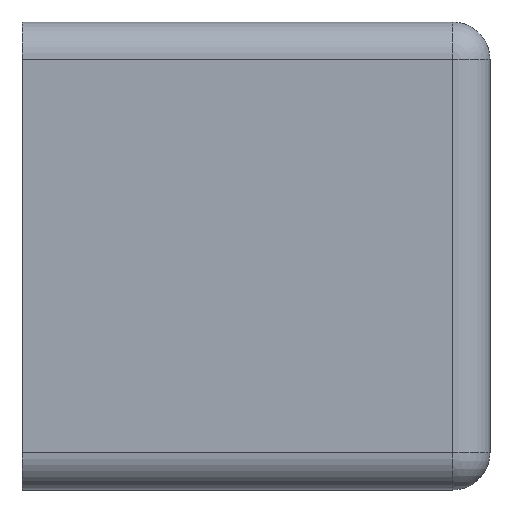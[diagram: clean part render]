
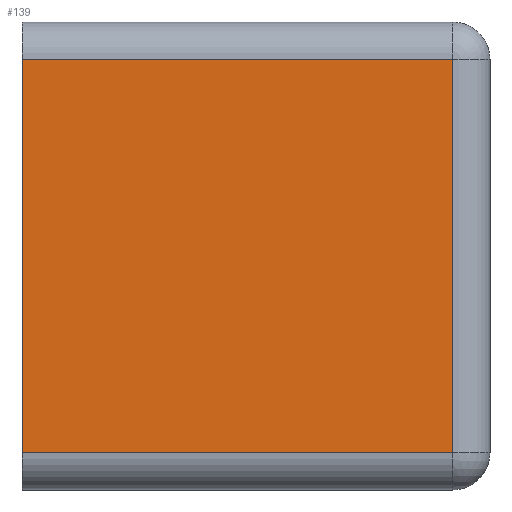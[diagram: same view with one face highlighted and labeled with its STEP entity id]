
A CAD part, left-side view. The second image highlights one B-rep face of the part: STEP entity #139.
In plain terms, the highlighted planar face has unit normal (-1, 0, 0).
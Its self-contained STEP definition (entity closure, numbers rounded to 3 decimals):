
#13 = ORIENTED_EDGE ( 'NONE', *, *, #69, .T. ) ;
#17 = EDGE_CURVE ( 'NONE', #758, #661, #491, .T. ) ;
#37 = LINE ( 'NONE', #280, #607 ) ;
#38 = EDGE_LOOP ( 'NONE', ( #13, #480, #408, #475 ) ) ;
#69 = EDGE_CURVE ( 'NONE', #182, #578, #493, .T. ) ;
#95 = CARTESIAN_POINT ( 'NONE',  ( -12.5, 2., 10.5 ) ) ;
#103 = CARTESIAN_POINT ( 'NONE',  ( -12.5, 25., 10.5 ) ) ;
#106 = CARTESIAN_POINT ( 'NONE',  ( -12.5, 25., -10.5 ) ) ;
#139 = ADVANCED_FACE ( 'NONE', ( #343 ), #157, .F. ) ;
#157 = PLANE ( 'NONE',  #460 ) ;
#182 = VERTEX_POINT ( 'NONE', #773 ) ;
#183 = EDGE_CURVE ( 'NONE', #758, #182, #37, .T. ) ;
#207 = VECTOR ( 'NONE', #304, 1000. ) ;
#215 = DIRECTION ( 'NONE',  ( 0., -1., 0. ) ) ;
#258 = EDGE_CURVE ( 'NONE', #578, #661, #397, .T. ) ;
#280 = CARTESIAN_POINT ( 'NONE',  ( -12.5, 25., -10.5 ) ) ;
#304 = DIRECTION ( 'NONE',  ( 0., 0., 1. ) ) ;
#343 = FACE_OUTER_BOUND ( 'NONE', #38, .T. ) ;
#348 = DIRECTION ( 'NONE',  ( 0., 1., 0. ) ) ;
#397 = LINE ( 'NONE', #103, #592 ) ;
#408 = ORIENTED_EDGE ( 'NONE', *, *, #17, .F. ) ;
#456 = CARTESIAN_POINT ( 'NONE',  ( -12.5, 25., 10.5 ) ) ;
#460 = AXIS2_PLACEMENT_3D ( 'NONE', #698, #529, #503 ) ;
#475 = ORIENTED_EDGE ( 'NONE', *, *, #183, .T. ) ;
#480 = ORIENTED_EDGE ( 'NONE', *, *, #258, .T. ) ;
#486 = CARTESIAN_POINT ( 'NONE',  ( -12.5, 2., -12.5 ) ) ;
#491 = LINE ( 'NONE', #560, #591 ) ;
#493 = LINE ( 'NONE', #486, #207 ) ;
#503 = DIRECTION ( 'NONE',  ( 0., 0., -1. ) ) ;
#529 = DIRECTION ( 'NONE',  ( 1., 0., 0. ) ) ;
#560 = CARTESIAN_POINT ( 'NONE',  ( -12.5, 25., -12.5 ) ) ;
#578 = VERTEX_POINT ( 'NONE', #95 ) ;
#591 = VECTOR ( 'NONE', #739, 1000. ) ;
#592 = VECTOR ( 'NONE', #348, 1000. ) ;
#607 = VECTOR ( 'NONE', #215, 1000. ) ;
#661 = VERTEX_POINT ( 'NONE', #456 ) ;
#698 = CARTESIAN_POINT ( 'NONE',  ( -12.5, 25., -12.5 ) ) ;
#739 = DIRECTION ( 'NONE',  ( 0., 0., 1. ) ) ;
#758 = VERTEX_POINT ( 'NONE', #106 ) ;
#773 = CARTESIAN_POINT ( 'NONE',  ( -12.5, 2., -10.5 ) ) ;
